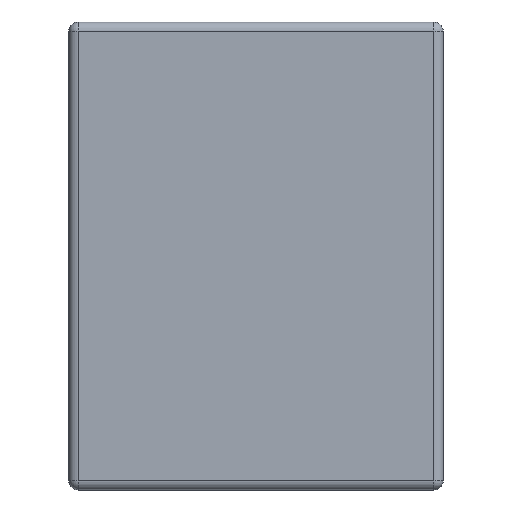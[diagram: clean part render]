
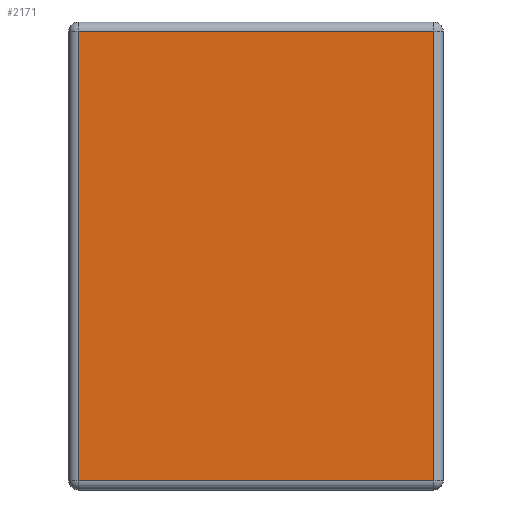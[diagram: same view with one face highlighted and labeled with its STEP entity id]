
A CAD part, left-side view. The second image highlights one B-rep face of the part: STEP entity #2171.
In plain terms, the highlighted planar face has unit normal (-1, 0, 0).
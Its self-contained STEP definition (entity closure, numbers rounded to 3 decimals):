
#2 = CARTESIAN_POINT ( 'NONE',  ( -1.6, 1.95, -1.2 ) ) ;
#70 = CARTESIAN_POINT ( 'NONE',  ( -1.6, 4.66, 1.2 ) ) ;
#302 = LINE ( 'NONE', #70, #1427 ) ;
#331 = PLANE ( 'NONE',  #1054 ) ;
#368 = LINE ( 'NONE', #811, #1539 ) ;
#401 = EDGE_CURVE ( 'NONE', #2995, #2197, #368, .T. ) ;
#457 = VERTEX_POINT ( 'NONE', #2 ) ;
#552 = FACE_OUTER_BOUND ( 'NONE', #2806, .T. ) ;
#811 = CARTESIAN_POINT ( 'NONE',  ( -1.6, 0.05, -1.25 ) ) ;
#830 = EDGE_CURVE ( 'NONE', #1107, #457, #1441, .T. ) ;
#902 = DIRECTION ( 'NONE',  ( 0., 0., -1. ) ) ;
#934 = VECTOR ( 'NONE', #2303, 1000. ) ;
#1013 = DIRECTION ( 'NONE',  ( 0., 1., 0. ) ) ;
#1054 = AXIS2_PLACEMENT_3D ( 'NONE', #2103, #3057, #902 ) ;
#1104 = CARTESIAN_POINT ( 'NONE',  ( -1.6, 1.95, 1.2 ) ) ;
#1107 = VERTEX_POINT ( 'NONE', #1104 ) ;
#1262 = CARTESIAN_POINT ( 'NONE',  ( -1.6, 4.66, -1.2 ) ) ;
#1272 = EDGE_CURVE ( 'NONE', #2197, #1107, #302, .T. ) ;
#1427 = VECTOR ( 'NONE', #1013, 1000. ) ;
#1441 = LINE ( 'NONE', #2796, #934 ) ;
#1539 = VECTOR ( 'NONE', #2249, 1000. ) ;
#1872 = CARTESIAN_POINT ( 'NONE',  ( -1.6, 0.05, 1.2 ) ) ;
#2103 = CARTESIAN_POINT ( 'NONE',  ( -1.6, 4.66, -1.25 ) ) ;
#2171 = ADVANCED_FACE ( 'NONE', ( #552 ), #331, .F. ) ;
#2187 = DIRECTION ( 'NONE',  ( 0., -1., 0. ) ) ;
#2197 = VERTEX_POINT ( 'NONE', #1872 ) ;
#2249 = DIRECTION ( 'NONE',  ( 0., 0., 1. ) ) ;
#2303 = DIRECTION ( 'NONE',  ( 0., 0., -1. ) ) ;
#2427 = ORIENTED_EDGE ( 'NONE', *, *, #1272, .T. ) ;
#2492 = ORIENTED_EDGE ( 'NONE', *, *, #3024, .T. ) ;
#2502 = VECTOR ( 'NONE', #2187, 1000. ) ;
#2535 = ORIENTED_EDGE ( 'NONE', *, *, #401, .T. ) ;
#2602 = CARTESIAN_POINT ( 'NONE',  ( -1.6, 0.05, -1.2 ) ) ;
#2686 = LINE ( 'NONE', #1262, #2502 ) ;
#2711 = ORIENTED_EDGE ( 'NONE', *, *, #830, .T. ) ;
#2796 = CARTESIAN_POINT ( 'NONE',  ( -1.6, 1.95, -1.25 ) ) ;
#2806 = EDGE_LOOP ( 'NONE', ( #2492, #2535, #2427, #2711 ) ) ;
#2995 = VERTEX_POINT ( 'NONE', #2602 ) ;
#3024 = EDGE_CURVE ( 'NONE', #457, #2995, #2686, .T. ) ;
#3057 = DIRECTION ( 'NONE',  ( 1., 0., 0. ) ) ;
